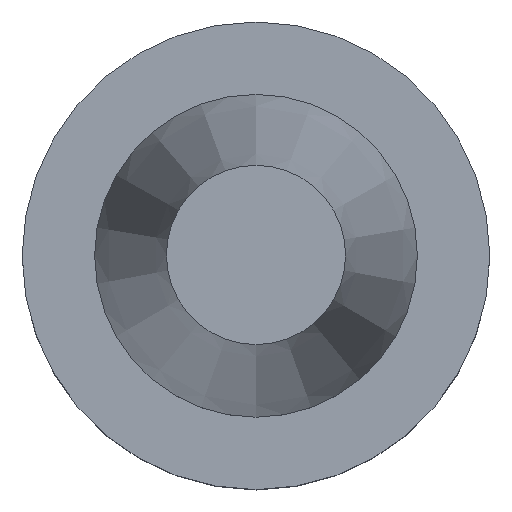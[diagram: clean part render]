
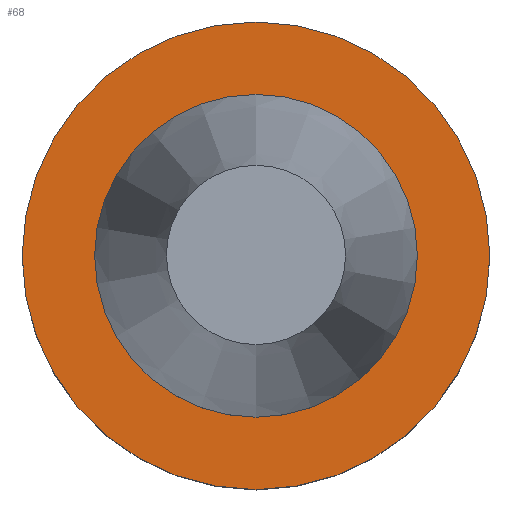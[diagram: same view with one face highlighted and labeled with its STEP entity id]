
A CAD part, top view. The second image highlights one B-rep face of the part: STEP entity #68.
In plain terms, the highlighted planar face has unit normal (0, 0, 1).
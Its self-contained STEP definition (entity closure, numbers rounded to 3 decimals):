
#68=ADVANCED_FACE('Unnamed[1]',(#167,#168),#169,.T.);
#73=EDGE_CURVE('Unnamed[1]',#176,#176,#177,.T.);
#122=EDGE_CURVE('Unnamed[1]',#251,#251,#252,.T.);
#167=FACE_OUTER_BOUND('',#298,.T.);
#168=FACE_BOUND('',#299,.T.);
#169=PLANE('',#300);
#176=VERTEX_POINT('',#309);
#177=CIRCLE('',#310,15.875);
#251=VERTEX_POINT('',#402);
#252=CIRCLE('',#403,23.0);
#298=EDGE_LOOP('',(#439));
#299=EDGE_LOOP('',(#440));
#300=AXIS2_PLACEMENT_3D('',#441,#442,#443);
#309=CARTESIAN_POINT('',(0.,15.875,-1.));
#310=AXIS2_PLACEMENT_3D('',#450,#451,#452);
#402=CARTESIAN_POINT('',(0.,23.0,-1.));
#403=AXIS2_PLACEMENT_3D('',#533,#534,#535);
#439=ORIENTED_EDGE('',*,*,#122,.F.);
#440=ORIENTED_EDGE('',*,*,#73,.T.);
#441=CARTESIAN_POINT('',(0.,19.438,-1.));
#442=DIRECTION('',(0.,0.,1.0));
#443=DIRECTION('',(0.,-1.0,0.));
#450=CARTESIAN_POINT('',(0.,0.,-1.0));
#451=DIRECTION('',(0.,0.,-1.0));
#452=DIRECTION('',(0.,1.0,0.));
#533=CARTESIAN_POINT('',(0.,0.,-1.0));
#534=DIRECTION('',(0.,0.,-1.0));
#535=DIRECTION('',(0.,1.0,0.));
